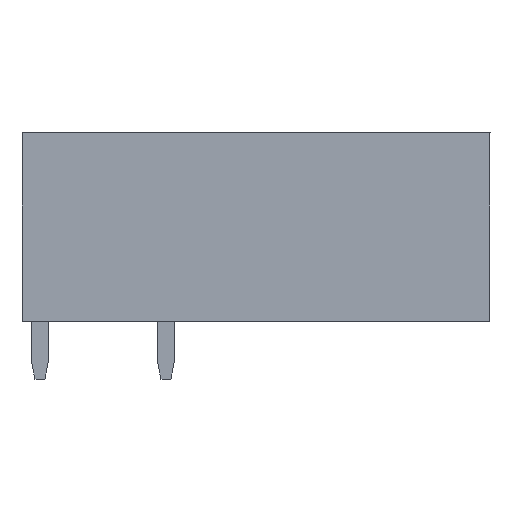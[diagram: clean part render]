
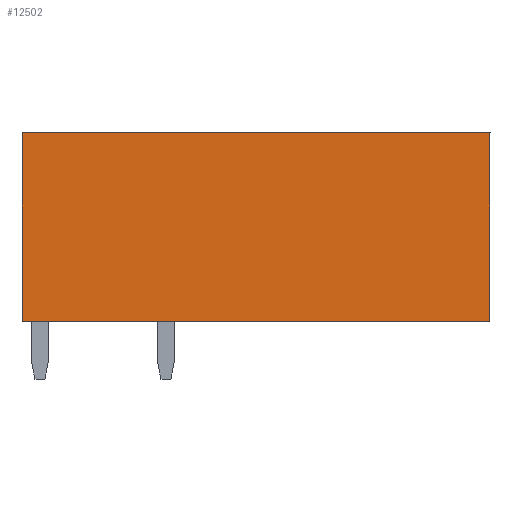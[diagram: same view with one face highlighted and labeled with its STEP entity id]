
A CAD part, left-side view. The second image highlights one B-rep face of the part: STEP entity #12502.
In plain terms, the highlighted planar face has unit normal (-1, 0, 0).
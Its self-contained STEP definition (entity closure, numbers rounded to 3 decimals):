
#12494=AXIS2_PLACEMENT_3D('Plane Axis2P3D',#12491,#12492,#12493) ;
#273=CARTESIAN_POINT('Vertex',(0.,28.3,3.5)) ;
#276=CARTESIAN_POINT('Line Origine',(0.,28.3,9.2)) ;
#280=CARTESIAN_POINT('Vertex',(0.,28.3,14.9)) ;
#543=CARTESIAN_POINT('Vertex',(0.,0.,3.5)) ;
#546=CARTESIAN_POINT('Line Origine',(0.,14.15,3.5)) ;
#667=CARTESIAN_POINT('Vertex',(0.,0.,14.9)) ;
#670=CARTESIAN_POINT('Line Origine',(0.,0.,9.2)) ;
#2486=CARTESIAN_POINT('Line Origine',(0.,14.15,14.9)) ;
#12491=CARTESIAN_POINT('Axis2P3D Location',(0.,0.,14.9)) ;
#277=DIRECTION('Vector Direction',(0.,0.,-1.)) ;
#547=DIRECTION('Vector Direction',(0.,1.,0.)) ;
#671=DIRECTION('Vector Direction',(0.,0.,-1.)) ;
#2487=DIRECTION('Vector Direction',(0.,1.,0.)) ;
#12492=DIRECTION('Axis2P3D Direction',(1.,-0.,0.)) ;
#12493=DIRECTION('Axis2P3D XDirection',(0.,0.,-1.)) ;
#278=VECTOR('Line Direction',#277,1.) ;
#548=VECTOR('Line Direction',#547,1.) ;
#672=VECTOR('Line Direction',#671,1.) ;
#2488=VECTOR('Line Direction',#2487,1.) ;
#12497=ORIENTED_EDGE('',*,*,#282,.T.) ;
#12498=ORIENTED_EDGE('',*,*,#550,.F.) ;
#12499=ORIENTED_EDGE('',*,*,#674,.F.) ;
#12500=ORIENTED_EDGE('',*,*,#2490,.T.) ;
#12502=ADVANCED_FACE('HOUSING',(#12501),#12495,.F.) ;
#282=EDGE_CURVE('',#281,#274,#279,.T.) ;
#550=EDGE_CURVE('',#544,#274,#549,.T.) ;
#674=EDGE_CURVE('',#668,#544,#673,.T.) ;
#2490=EDGE_CURVE('',#668,#281,#2489,.T.) ;
#12496=EDGE_LOOP('',(#12497,#12498,#12499,#12500)) ;
#12501=FACE_OUTER_BOUND('',#12496,.T.) ;
#279=LINE('Line',#276,#278) ;
#549=LINE('Line',#546,#548) ;
#673=LINE('Line',#670,#672) ;
#2489=LINE('Line',#2486,#2488) ;
#12495=PLANE('',#12494) ;
#274=VERTEX_POINT('',#273) ;
#281=VERTEX_POINT('',#280) ;
#544=VERTEX_POINT('',#543) ;
#668=VERTEX_POINT('',#667) ;
